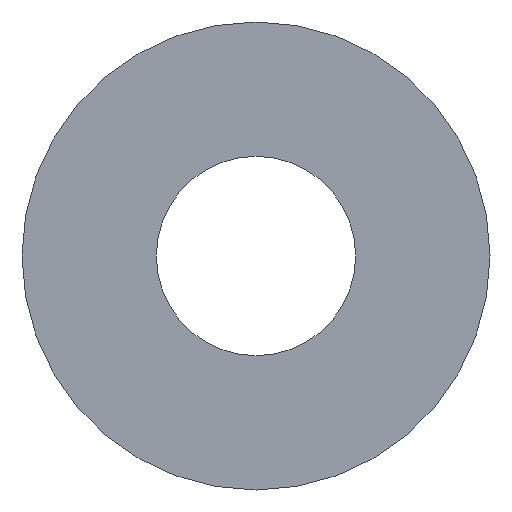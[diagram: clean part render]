
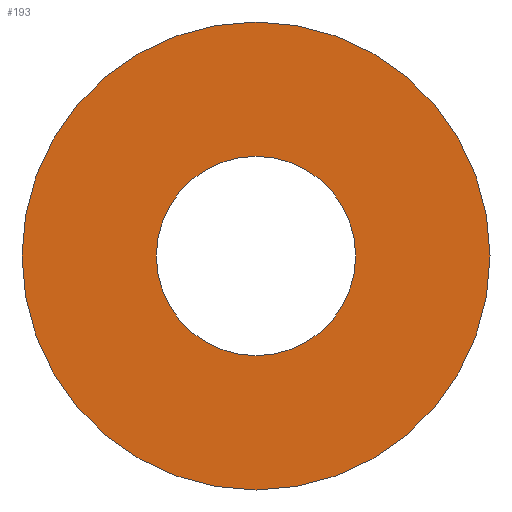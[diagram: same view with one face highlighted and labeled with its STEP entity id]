
A CAD part, front view. The second image highlights one B-rep face of the part: STEP entity #193.
In plain terms, the highlighted planar face has unit normal (0, -1, 0).
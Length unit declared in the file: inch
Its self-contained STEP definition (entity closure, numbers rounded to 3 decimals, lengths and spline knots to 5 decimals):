
#3 = CIRCLE ( 'NONE', #213, 0.125 ) ;
#12 = DIRECTION ( 'NONE',  ( 0., 0., 1. ) ) ;
#29 = ORIENTED_EDGE ( 'NONE', *, *, #100, .F. ) ;
#31 = DIRECTION ( 'NONE',  ( 0., 1., 0. ) ) ;
#33 = VERTEX_POINT ( 'NONE', #236 ) ;
#36 = CARTESIAN_POINT ( 'NONE',  ( 0., 0., 0. ) ) ;
#37 = DIRECTION ( 'NONE',  ( 0., 0., 1. ) ) ;
#38 = AXIS2_PLACEMENT_3D ( 'NONE', #36, #179, #59 ) ;
#42 = EDGE_CURVE ( 'NONE', #102, #33, #3, .T. ) ;
#44 = EDGE_LOOP ( 'NONE', ( #122, #65 ) ) ;
#48 = ORIENTED_EDGE ( 'NONE', *, *, #42, .F. ) ;
#54 = DIRECTION ( 'NONE',  ( 0., 0., 1. ) ) ;
#55 = CARTESIAN_POINT ( 'NONE',  ( 0., 0., -0.125 ) ) ;
#59 = DIRECTION ( 'NONE',  ( 0., 0., 1. ) ) ;
#65 = ORIENTED_EDGE ( 'NONE', *, *, #146, .T. ) ;
#67 = EDGE_CURVE ( 'NONE', #93, #155, #165, .T. ) ;
#88 = CIRCLE ( 'NONE', #249, 0.125 ) ;
#91 = EDGE_LOOP ( 'NONE', ( #48, #29 ) ) ;
#93 = VERTEX_POINT ( 'NONE', #187 ) ;
#97 = CARTESIAN_POINT ( 'NONE',  ( 0., 0., -0.05325 ) ) ;
#100 = EDGE_CURVE ( 'NONE', #33, #102, #88, .T. ) ;
#102 = VERTEX_POINT ( 'NONE', #55 ) ;
#115 = AXIS2_PLACEMENT_3D ( 'NONE', #147, #164, #37 ) ;
#122 = ORIENTED_EDGE ( 'NONE', *, *, #67, .T. ) ;
#130 = PLANE ( 'NONE',  #115 ) ;
#143 = DIRECTION ( 'NONE',  ( 0., 1., 0. ) ) ;
#144 = FACE_OUTER_BOUND ( 'NONE', #91, .T. ) ;
#146 = EDGE_CURVE ( 'NONE', #155, #93, #189, .T. ) ;
#147 = CARTESIAN_POINT ( 'NONE',  ( 0., 0., 0. ) ) ;
#155 = VERTEX_POINT ( 'NONE', #97 ) ;
#160 = CARTESIAN_POINT ( 'NONE',  ( 0., 0., 0. ) ) ;
#164 = DIRECTION ( 'NONE',  ( 0., 1., 0. ) ) ;
#165 = CIRCLE ( 'NONE', #231, 0.05325 ) ;
#175 = DIRECTION ( 'NONE',  ( 0., 0., 1. ) ) ;
#179 = DIRECTION ( 'NONE',  ( 0., 1., 0. ) ) ;
#187 = CARTESIAN_POINT ( 'NONE',  ( 0., 0., 0.05325 ) ) ;
#189 = CIRCLE ( 'NONE', #38, 0.05325 ) ;
#193 = ADVANCED_FACE ( 'NONE', ( #240, #144 ), #130, .F. ) ;
#213 = AXIS2_PLACEMENT_3D ( 'NONE', #239, #230, #54 ) ;
#230 = DIRECTION ( 'NONE',  ( 0., 1., 0. ) ) ;
#231 = AXIS2_PLACEMENT_3D ( 'NONE', #160, #31, #175 ) ;
#236 = CARTESIAN_POINT ( 'NONE',  ( 0., 0., 0.125 ) ) ;
#239 = CARTESIAN_POINT ( 'NONE',  ( 0., 0., 0. ) ) ;
#240 = FACE_BOUND ( 'NONE', #44, .T. ) ;
#244 = CARTESIAN_POINT ( 'NONE',  ( 0., 0., 0. ) ) ;
#249 = AXIS2_PLACEMENT_3D ( 'NONE', #244, #143, #12 ) ;
